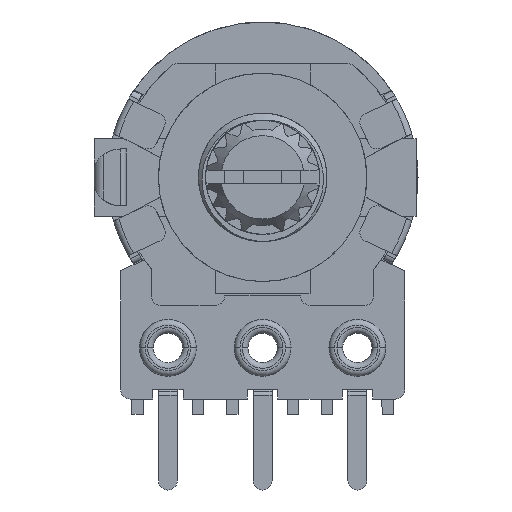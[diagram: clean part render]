
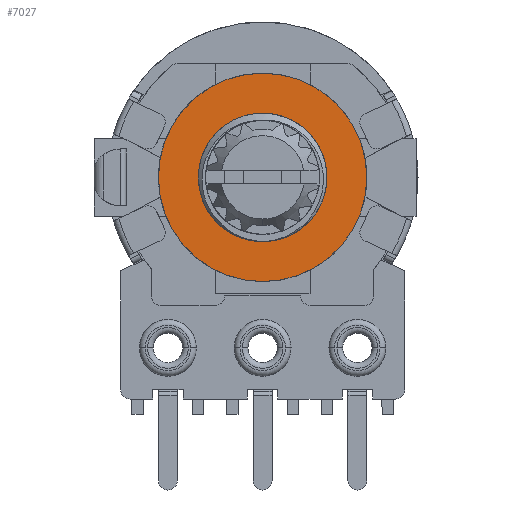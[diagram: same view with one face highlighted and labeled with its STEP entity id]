
A CAD part, front view. The second image highlights one B-rep face of the part: STEP entity #7027.
In plain terms, the highlighted face is planar.
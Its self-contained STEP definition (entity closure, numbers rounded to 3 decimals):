
#174 = VERTEX_POINT ( 'NONE', #783 ) ;
#329 = VERTEX_POINT ( 'NONE', #938 ) ;
#332 = VERTEX_POINT ( 'NONE', #941 ) ;
#491 = VERTEX_POINT ( 'NONE', #1100 ) ;
#783 = CARTESIAN_POINT ( 'NONE',  ( 0., -5.5, 4. ) ) ;
#938 = CARTESIAN_POINT ( 'NONE',  ( -0.272, 3.008, 4. ) ) ;
#941 = CARTESIAN_POINT ( 'NONE',  ( 0., 5.5, 4. ) ) ;
#1100 = CARTESIAN_POINT ( 'NONE',  ( 0.155, -3.386, 4. ) ) ;
#2917 = CARTESIAN_POINT ( 'NONE',  ( 0., 0., 4. ) ) ;
#2918 = PLANE ( 'NONE',  #3662 ) ;
#2926 = DIRECTION ( 'NONE',  ( 0., 0., -1. ) ) ;
#2927 = DIRECTION ( 'NONE',  ( 0., -1., 0. ) ) ;
#3662 = AXIS2_PLACEMENT_3D ( 'NONE', #2917, #2926, #2927 ) ;
#4761 = FACE_OUTER_BOUND ( 'NONE', #15971, .T. ) ;
#4767 = FACE_BOUND ( 'NONE', #15780, .T. ) ;
#7027 = ADVANCED_FACE ( 'NONE', ( #4761, #4767 ), #2918, .F. ) ;
#7207 = VERTEX_POINT ( 'NONE', #7985 ) ;
#7552 = ORIENTED_EDGE ( 'NONE', *, *, #19867, .T. ) ;
#7608 = ORIENTED_EDGE ( 'NONE', *, *, #20058, .F. ) ;
#7677 = ORIENTED_EDGE ( 'NONE', *, *, #20026, .F. ) ;
#7679 = ORIENTED_EDGE ( 'NONE', *, *, #19821, .F. ) ;
#7888 = ORIENTED_EDGE ( 'NONE', *, *, #20006, .F. ) ;
#7985 = CARTESIAN_POINT ( 'NONE',  ( 0., 3.02, 4. ) ) ;
#12729 = AXIS2_PLACEMENT_3D ( 'NONE', #15825, #15843, #15845 ) ;
#12777 = AXIS2_PLACEMENT_3D ( 'NONE', #16158, #16161, #16162 ) ;
#12849 = AXIS2_PLACEMENT_3D ( 'NONE', #16628, #16639, #16640 ) ;
#14088 = CIRCLE ( 'NONE', #12729, 5.5 ) ;
#15780 = EDGE_LOOP ( 'NONE', ( #7888, #7552, #7608 ) ) ;
#15825 = CARTESIAN_POINT ( 'NONE',  ( 0., 0., 4. ) ) ;
#15843 = DIRECTION ( 'NONE',  ( 0., 0., -1. ) ) ;
#15845 = DIRECTION ( 'NONE',  ( 0., -1., 0. ) ) ;
#15971 = EDGE_LOOP ( 'NONE', ( #7679, #7677 ) ) ;
#16158 = CARTESIAN_POINT ( 'NONE',  ( 0., 0., 4. ) ) ;
#16161 = DIRECTION ( 'NONE',  ( 0., 0., -1. ) ) ;
#16162 = DIRECTION ( 'NONE',  ( 0., -1., 0. ) ) ;
#16485 = CARTESIAN_POINT ( 'NONE',  ( -0.272, 3.008, 4. ) ) ;
#16492 = CARTESIAN_POINT ( 'NONE',  ( -0.481, 2.997, 4. ) ) ;
#16493 = CARTESIAN_POINT ( 'NONE',  ( -0.684, 2.965, 4. ) ) ;
#16494 = CARTESIAN_POINT ( 'NONE',  ( -1.083, 2.861, 4. ) ) ;
#16495 = CARTESIAN_POINT ( 'NONE',  ( -1.28, 2.788, 4. ) ) ;
#16496 = CARTESIAN_POINT ( 'NONE',  ( -1.652, 2.605, 4. ) ) ;
#16497 = CARTESIAN_POINT ( 'NONE',  ( -1.827, 2.496, 4. ) ) ;
#16498 = CARTESIAN_POINT ( 'NONE',  ( -2.154, 2.243, 4. ) ) ;
#16499 = CARTESIAN_POINT ( 'NONE',  ( -2.306, 2.098, 4. ) ) ;
#16500 = CARTESIAN_POINT ( 'NONE',  ( -2.709, 1.629, 4. ) ) ;
#16501 = CARTESIAN_POINT ( 'NONE',  ( -2.915, 1.258, 4. ) ) ;
#16502 = CARTESIAN_POINT ( 'NONE',  ( -3.107, 0.669, 4. ) ) ;
#16503 = CARTESIAN_POINT ( 'NONE',  ( -3.152, 0.464, 4. ) ) ;
#16504 = CARTESIAN_POINT ( 'NONE',  ( -3.202, 0.053, 4. ) ) ;
#16505 = CARTESIAN_POINT ( 'NONE',  ( -3.206, -0.153, 4. ) ) ;
#16506 = CARTESIAN_POINT ( 'NONE',  ( -3.176, -0.565, 4. ) ) ;
#16507 = CARTESIAN_POINT ( 'NONE',  ( -3.14, -0.772, 4. ) ) ;
#16508 = CARTESIAN_POINT ( 'NONE',  ( -3.031, -1.17, 4. ) ) ;
#16509 = CARTESIAN_POINT ( 'NONE',  ( -2.958, -1.362, 4. ) ) ;
#16510 = CARTESIAN_POINT ( 'NONE',  ( -2.68, -1.921, 4. ) ) ;
#16511 = CARTESIAN_POINT ( 'NONE',  ( -2.427, -2.254, 4. ) ) ;
#16512 = CARTESIAN_POINT ( 'NONE',  ( -1.963, -2.672, 4. ) ) ;
#16513 = CARTESIAN_POINT ( 'NONE',  ( -1.797, -2.795, 4. ) ) ;
#16514 = CARTESIAN_POINT ( 'NONE',  ( -1.445, -3.009, 4. ) ) ;
#16515 = CARTESIAN_POINT ( 'NONE',  ( -1.257, -3.101, 4. ) ) ;
#16516 = CARTESIAN_POINT ( 'NONE',  ( -0.869, -3.247, 4. ) ) ;
#16517 = CARTESIAN_POINT ( 'NONE',  ( -0.67, -3.301, 4. ) ) ;
#16518 = CARTESIAN_POINT ( 'NONE',  ( -0.263, -3.373, 4. ) ) ;
#16519 = CARTESIAN_POINT ( 'NONE',  ( -0.054, -3.389, 4. ) ) ;
#16520 = CARTESIAN_POINT ( 'NONE',  ( 0.155, -3.386, 4. ) ) ;
#16628 = CARTESIAN_POINT ( 'NONE',  ( 0., 0., 4. ) ) ;
#16639 = DIRECTION ( 'NONE',  ( 0., 0., -1. ) ) ;
#16640 = DIRECTION ( 'NONE',  ( 0., -1., 0. ) ) ;
#16704 = CARTESIAN_POINT ( 'NONE',  ( 0.155, -3.386, 4. ) ) ;
#16715 = CARTESIAN_POINT ( 'NONE',  ( 0.363, -3.37, 4. ) ) ;
#16716 = CARTESIAN_POINT ( 'NONE',  ( 0.566, -3.335, 4. ) ) ;
#16717 = CARTESIAN_POINT ( 'NONE',  ( 0.964, -3.227, 4. ) ) ;
#16718 = CARTESIAN_POINT ( 'NONE',  ( 1.16, -3.154, 4. ) ) ;
#16719 = CARTESIAN_POINT ( 'NONE',  ( 1.534, -2.973, 4. ) ) ;
#16720 = CARTESIAN_POINT ( 'NONE',  ( 1.71, -2.866, 4. ) ) ;
#16721 = CARTESIAN_POINT ( 'NONE',  ( 2.041, -2.62, 4. ) ) ;
#16722 = CARTESIAN_POINT ( 'NONE',  ( 2.198, -2.48, 4. ) ) ;
#16723 = CARTESIAN_POINT ( 'NONE',  ( 2.479, -2.176, 4. ) ) ;
#16724 = CARTESIAN_POINT ( 'NONE',  ( 2.604, -2.013, 4. ) ) ;
#16725 = CARTESIAN_POINT ( 'NONE',  ( 2.824, -1.663, 4. ) ) ;
#16726 = CARTESIAN_POINT ( 'NONE',  ( 2.919, -1.475, 4. ) ) ;
#16727 = CARTESIAN_POINT ( 'NONE',  ( 3.068, -1.09, 4. ) ) ;
#16728 = CARTESIAN_POINT ( 'NONE',  ( 3.124, -0.892, 4. ) ) ;
#16729 = CARTESIAN_POINT ( 'NONE',  ( 3.197, -0.484, 4. ) ) ;
#16730 = CARTESIAN_POINT ( 'NONE',  ( 3.213, -0.275, 4. ) ) ;
#16731 = CARTESIAN_POINT ( 'NONE',  ( 3.202, 0.343, 4. ) ) ;
#16732 = CARTESIAN_POINT ( 'NONE',  ( 3.113, 0.758, 4. ) ) ;
#16733 = CARTESIAN_POINT ( 'NONE',  ( 2.87, 1.326, 4. ) ) ;
#16734 = CARTESIAN_POINT ( 'NONE',  ( 2.769, 1.511, 4. ) ) ;
#16735 = CARTESIAN_POINT ( 'NONE',  ( 2.535, 1.853, 4. ) ) ;
#16736 = CARTESIAN_POINT ( 'NONE',  ( 2.403, 2.01, 4. ) ) ;
#16737 = CARTESIAN_POINT ( 'NONE',  ( 2.106, 2.297, 4. ) ) ;
#16738 = CARTESIAN_POINT ( 'NONE',  ( 1.941, 2.428, 4. ) ) ;
#16739 = CARTESIAN_POINT ( 'NONE',  ( 1.593, 2.65, 4. ) ) ;
#16740 = CARTESIAN_POINT ( 'NONE',  ( 1.409, 2.743, 4. ) ) ;
#16741 = CARTESIAN_POINT ( 'NONE',  ( 1.021, 2.892, 4. ) ) ;
#16742 = CARTESIAN_POINT ( 'NONE',  ( 0.82, 2.946, 4. ) ) ;
#16743 = CARTESIAN_POINT ( 'NONE',  ( 0.414, 3.014, 4. ) ) ;
#16744 = CARTESIAN_POINT ( 'NONE',  ( 0.209, 3.027, 4. ) ) ;
#16745 = CARTESIAN_POINT ( 'NONE',  ( 0., 3.02, 4. ) ) ;
#16785 = CIRCLE ( 'NONE', #12777, 3.02 ) ;
#17051 = CIRCLE ( 'NONE', #12849, 5.5 ) ;
#18953 = B_SPLINE_CURVE_WITH_KNOTS ( 'NONE', 3,
 ( #16485, #16492, #16493, #16494, #16495, #16496, #16497, #16498, #16499, #16500, #16501, #16502, #16503, #16504, #16505, #16506, #16507, #16508, #16509, #16510, #16511, #16512, #16513, #16514, #16515, #16516, #16517, #16518, #16519, #16520 ),
 .UNSPECIFIED., .F., .F.,
 ( 4, 2, 2, 2, 2, 2, 2, 2, 2, 2, 2, 2, 2, 2, 4 ),
 ( 0., 0.001, 0.001, 0.002, 0.002, 0.004, 0.004, 0.005, 0.006, 0.006, 0.007, 0.008, 0.009, 0.009, 0.01 ),
 .UNSPECIFIED. ) ;
#18954 = B_SPLINE_CURVE_WITH_KNOTS ( 'NONE', 3,
 ( #16704, #16715, #16716, #16717, #16718, #16719, #16720, #16721, #16722, #16723, #16724, #16725, #16726, #16727, #16728, #16729, #16730, #16731, #16732, #16733, #16734, #16735, #16736, #16737, #16738, #16739, #16740, #16741, #16742, #16743, #16744, #16745 ),
 .UNSPECIFIED., .F., .F.,
 ( 4, 2, 2, 2, 2, 2, 2, 2, 2, 2, 2, 2, 2, 2, 2, 4 ),
 ( 0., 0.001, 0.001, 0.002, 0.002, 0.003, 0.004, 0.004, 0.005, 0.006, 0.007, 0.007, 0.008, 0.009, 0.009, 0.01 ),
 .UNSPECIFIED. ) ;
#19821 = EDGE_CURVE ( 'NONE', #174, #332, #14088, .T. ) ;
#19867 = EDGE_CURVE ( 'NONE', #329, #7207, #16785, .T. ) ;
#20006 = EDGE_CURVE ( 'NONE', #329, #491, #18953, .T. ) ;
#20026 = EDGE_CURVE ( 'NONE', #332, #174, #17051, .T. ) ;
#20058 = EDGE_CURVE ( 'NONE', #491, #7207, #18954, .T. ) ;
